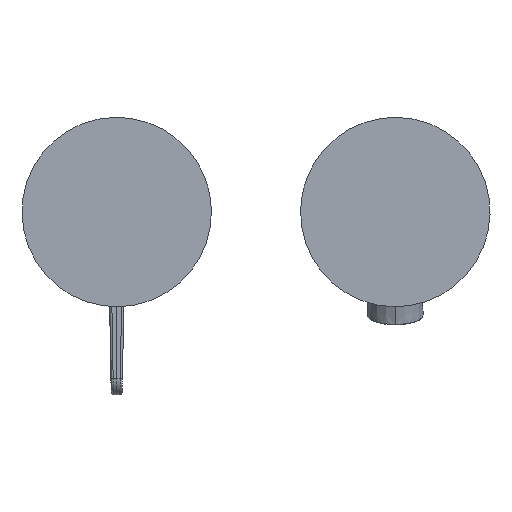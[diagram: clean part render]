
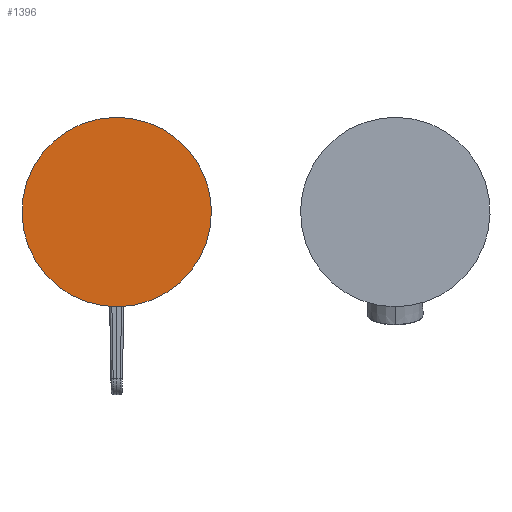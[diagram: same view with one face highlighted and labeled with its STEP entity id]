
A CAD part, left-side view. The second image highlights one B-rep face of the part: STEP entity #1396.
In plain terms, the highlighted face is planar.
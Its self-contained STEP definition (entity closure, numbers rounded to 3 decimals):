
#1373=CARTESIAN_POINT('Axis2P3D Location',(32.75,0.,0.)) ;
#1378=CARTESIAN_POINT('Axis2P3D Location',(0.,0.,0.)) ;
#1382=CARTESIAN_POINT('Vertex',(29.838,16.3,0.)) ;
#1384=CARTESIAN_POINT('Vertex',(-29.838,-16.3,0.)) ;
#1387=CARTESIAN_POINT('Axis2P3D Location',(0.,0.,0.)) ;
#1374=DIRECTION('Axis2P3D Direction',(0.,0.,1.)) ;
#1375=DIRECTION('Axis2P3D XDirection',(1.,0.,0.)) ;
#1379=DIRECTION('Axis2P3D Direction',(0.,0.,1.)) ;
#1388=DIRECTION('Axis2P3D Direction',(0.,0.,1.)) ;
#1376=AXIS2_PLACEMENT_3D('Plane Axis2P3D',#1373,#1374,#1375) ;
#1380=AXIS2_PLACEMENT_3D('Circle Axis2P3D',#1378,#1379,$) ;
#1389=AXIS2_PLACEMENT_3D('Circle Axis2P3D',#1387,#1388,$) ;
#1381=CIRCLE('generated circle',#1380,34.) ;
#1390=CIRCLE('generated circle',#1389,34.) ;
#1377=PLANE('',#1376) ;
#1386=EDGE_CURVE('',#1383,#1385,#1381,.T.) ;
#1391=EDGE_CURVE('',#1385,#1383,#1390,.T.) ;
#1393=ORIENTED_EDGE('',*,*,#1386,.F.) ;
#1394=ORIENTED_EDGE('',*,*,#1391,.F.) ;
#1392=EDGE_LOOP('',(#1393,#1394)) ;
#1383=VERTEX_POINT('',#1382) ;
#1385=VERTEX_POINT('',#1384) ;
#1396=ADVANCED_FACE('Hauptk\X2\00F6\X0\rper',(#1395),#1377,.F.) ;
#1395=FACE_OUTER_BOUND('',#1392,.T.) ;
